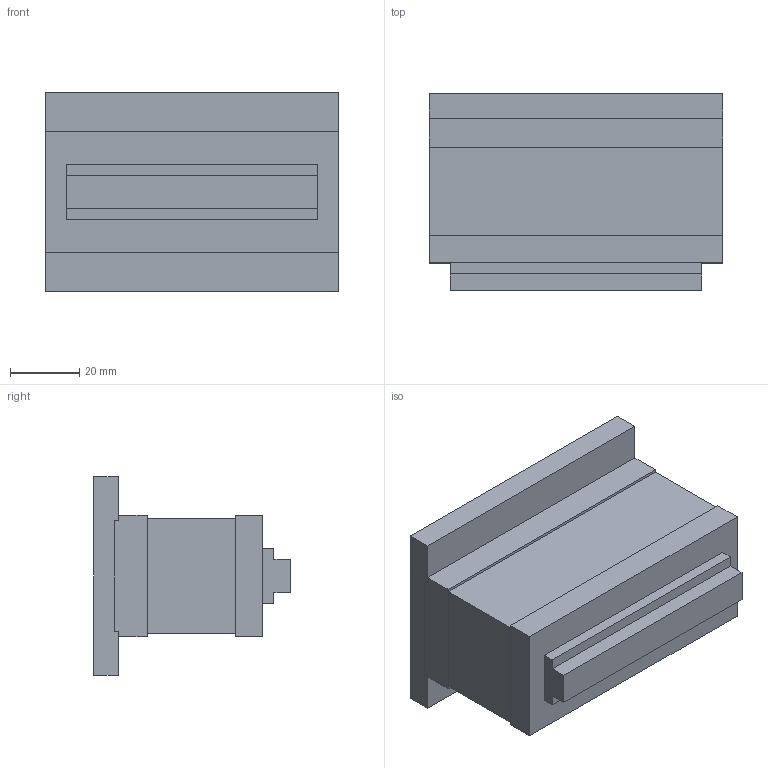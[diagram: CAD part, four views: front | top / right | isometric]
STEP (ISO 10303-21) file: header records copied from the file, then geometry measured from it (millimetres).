
FILE_DESCRIPTION((''),'2;1');
FILE_NAME('3d_11G495C220.stp','2012-10-03T13:25:53',(''),(''),'Mechanical Desktop 2011','Mechanical Desktop 2011',', , ');
FILE_SCHEMA(('CONFIG_CONTROL_DESIGN'));
Length unit declared in the file: millimetre
Products named in the file (1): Product
Bounding box: 85 x 57.08 x 57.6 mm (x, y, z)
Volume: 165008.3 mm3; surface area: 44396.5 mm2
Topology: 9 solids, 9 shells, 58 faces, 120 edges, 80 vertices
Faces by surface type: plane 46, bspline 8, cylinder 4
Entity records: 1651 total; most frequent: CARTESIAN_POINT 339, ORIENTED_EDGE 240, DIRECTION 238, EDGE_CURVE 120, VECTOR 104, LINE 104, VERTEX_POINT 80, AXIS2_PLACEMENT_3D 67
